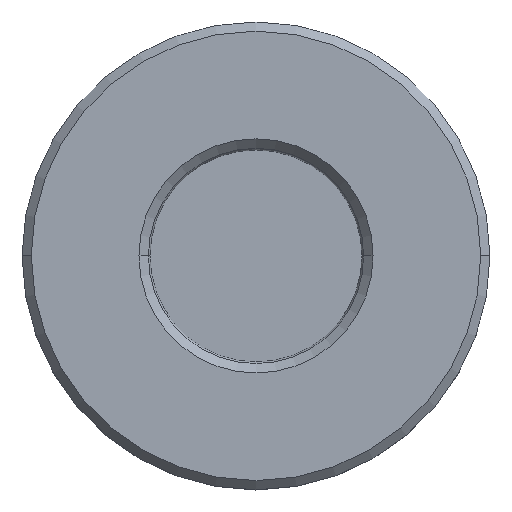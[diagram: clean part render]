
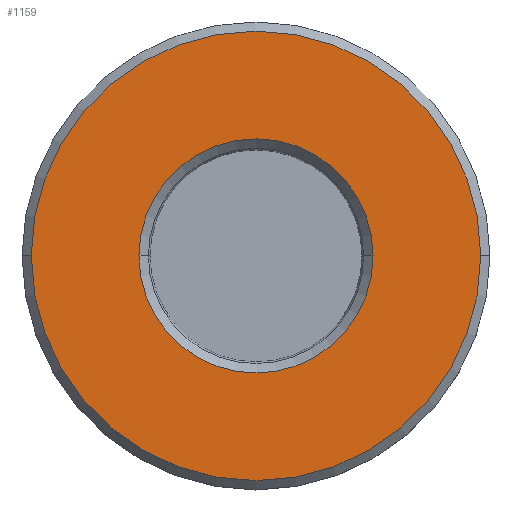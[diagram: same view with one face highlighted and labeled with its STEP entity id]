
A CAD part, top view. The second image highlights one B-rep face of the part: STEP entity #1159.
In plain terms, the highlighted planar face has unit normal (0, 0, 1).
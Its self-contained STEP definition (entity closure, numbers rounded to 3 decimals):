
#49 = CARTESIAN_POINT ( 'NONE',  ( 0., 0., 2.921 ) ) ;
#52 = EDGE_CURVE ( 'NONE', #633, #512, #1212, .T. ) ;
#88 = DIRECTION ( 'NONE',  ( 1., 0., 0. ) ) ;
#111 = AXIS2_PLACEMENT_3D ( 'NONE', #1320, #675, #88 ) ;
#141 = CARTESIAN_POINT ( 'NONE',  ( -12.187, 0., 2.921 ) ) ;
#186 = CARTESIAN_POINT ( 'NONE',  ( 0., 0., 2.921 ) ) ;
#202 = EDGE_CURVE ( 'NONE', #1499, #360, #872, .T. ) ;
#360 = VERTEX_POINT ( 'NONE', #898 ) ;
#371 = AXIS2_PLACEMENT_3D ( 'NONE', #639, #748, #458 ) ;
#444 = AXIS2_PLACEMENT_3D ( 'NONE', #49, #734, #611 ) ;
#458 = DIRECTION ( 'NONE',  ( 1., 0., 0. ) ) ;
#512 = VERTEX_POINT ( 'NONE', #141 ) ;
#556 = ORIENTED_EDGE ( 'NONE', *, *, #52, .T. ) ;
#611 = DIRECTION ( 'NONE',  ( 1., 0., 0. ) ) ;
#633 = VERTEX_POINT ( 'NONE', #847 ) ;
#639 = CARTESIAN_POINT ( 'NONE',  ( 0., 0., 2.921 ) ) ;
#675 = DIRECTION ( 'NONE',  ( 0., 0., 1. ) ) ;
#710 = EDGE_LOOP ( 'NONE', ( #956, #1043 ) ) ;
#729 = DIRECTION ( 'NONE',  ( 0., 0., 1. ) ) ;
#734 = DIRECTION ( 'NONE',  ( 0., 0., 1. ) ) ;
#748 = DIRECTION ( 'NONE',  ( 0., 0., 1. ) ) ;
#834 = CARTESIAN_POINT ( 'NONE',  ( -6.35, 0., 2.921 ) ) ;
#847 = CARTESIAN_POINT ( 'NONE',  ( 12.187, 0., 2.921 ) ) ;
#860 = FACE_OUTER_BOUND ( 'NONE', #1573, .T. ) ;
#866 = PLANE ( 'NONE',  #874 ) ;
#872 = CIRCLE ( 'NONE', #1387, 6.35 ) ;
#874 = AXIS2_PLACEMENT_3D ( 'NONE', #186, #729, #1402 ) ;
#898 = CARTESIAN_POINT ( 'NONE',  ( 6.35, 0., 2.921 ) ) ;
#918 = CIRCLE ( 'NONE', #111, 12.187 ) ;
#956 = ORIENTED_EDGE ( 'NONE', *, *, #1673, .F. ) ;
#1022 = FACE_BOUND ( 'NONE', #710, .T. ) ;
#1043 = ORIENTED_EDGE ( 'NONE', *, *, #202, .F. ) ;
#1159 = ADVANCED_FACE ( 'NONE', ( #860, #1022 ), #866, .T. ) ;
#1212 = CIRCLE ( 'NONE', #444, 12.187 ) ;
#1320 = CARTESIAN_POINT ( 'NONE',  ( 0., 0., 2.921 ) ) ;
#1387 = AXIS2_PLACEMENT_3D ( 'NONE', #1603, #1736, #1707 ) ;
#1398 = ORIENTED_EDGE ( 'NONE', *, *, #1708, .T. ) ;
#1402 = DIRECTION ( 'NONE',  ( 1., 0., 0. ) ) ;
#1424 = CIRCLE ( 'NONE', #371, 6.35 ) ;
#1499 = VERTEX_POINT ( 'NONE', #834 ) ;
#1573 = EDGE_LOOP ( 'NONE', ( #1398, #556 ) ) ;
#1603 = CARTESIAN_POINT ( 'NONE',  ( 0., 0., 2.921 ) ) ;
#1673 = EDGE_CURVE ( 'NONE', #360, #1499, #1424, .T. ) ;
#1707 = DIRECTION ( 'NONE',  ( 1., 0., 0. ) ) ;
#1708 = EDGE_CURVE ( 'NONE', #512, #633, #918, .T. ) ;
#1736 = DIRECTION ( 'NONE',  ( 0., 0., 1. ) ) ;
